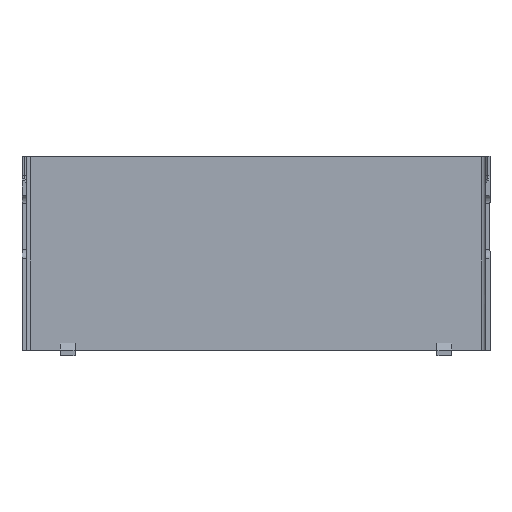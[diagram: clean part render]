
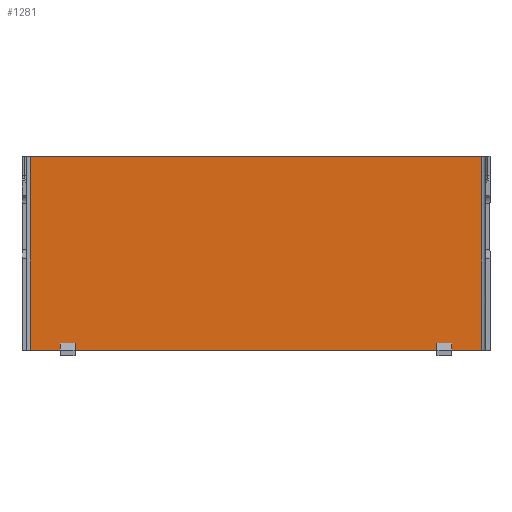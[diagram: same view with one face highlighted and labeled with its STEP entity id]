
A CAD part, top view. The second image highlights one B-rep face of the part: STEP entity #1281.
In plain terms, the highlighted planar face has unit normal (0, 0, 1).
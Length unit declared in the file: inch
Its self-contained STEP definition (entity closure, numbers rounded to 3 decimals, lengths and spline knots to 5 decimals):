
#141=FACE_OUTER_BOUND('',#207,.T.);
#207=EDGE_LOOP('',(#1108,#1109,#1110,#1111,#1112,#1113,#1114,#1115,#1116,
#1117,#1118,#1119));
#223=LINE('',#1752,#380);
#231=LINE('',#1767,#388);
#232=LINE('',#1770,#389);
#279=LINE('',#1878,#436);
#324=LINE('',#2034,#481);
#338=LINE('',#2062,#495);
#342=LINE('',#2071,#499);
#347=LINE('',#2080,#504);
#352=LINE('',#2090,#509);
#353=LINE('',#2092,#510);
#354=LINE('',#2093,#511);
#355=LINE('',#2094,#512);
#380=VECTOR('',#1404,0.177);
#388=VECTOR('',#1416,0.085);
#389=VECTOR('',#1419,0.085);
#436=VECTOR('',#1512,5.325);
#481=VECTOR('',#1629,2.29);
#495=VECTOR('',#1655,0.177);
#499=VECTOR('',#1663,0.085);
#504=VECTOR('',#1670,0.085);
#509=VECTOR('',#1685,0.35);
#510=VECTOR('',#1686,2.29);
#511=VECTOR('',#1687,0.35);
#512=VECTOR('',#1688,4.271);
#533=VERTEX_POINT('',#1748);
#535=VERTEX_POINT('',#1751);
#540=VERTEX_POINT('',#1765);
#541=VERTEX_POINT('',#1769);
#578=VERTEX_POINT('',#1875);
#579=VERTEX_POINT('',#1877);
#622=VERTEX_POINT('',#2033);
#627=VERTEX_POINT('',#2055);
#630=VERTEX_POINT('',#2060);
#633=VERTEX_POINT('',#2070);
#636=VERTEX_POINT('',#2078);
#637=VERTEX_POINT('',#2091);
#649=EDGE_CURVE('',#535,#533,#223,.T.);
#657=EDGE_CURVE('',#533,#540,#231,.T.);
#658=EDGE_CURVE('',#541,#535,#232,.T.);
#710=EDGE_CURVE('',#578,#579,#279,.T.);
#777=EDGE_CURVE('',#622,#579,#324,.T.);
#792=EDGE_CURVE('',#627,#630,#338,.T.);
#796=EDGE_CURVE('',#633,#627,#342,.T.);
#801=EDGE_CURVE('',#630,#636,#347,.T.);
#806=EDGE_CURVE('',#540,#622,#352,.T.);
#807=EDGE_CURVE('',#637,#578,#353,.T.);
#808=EDGE_CURVE('',#637,#633,#354,.T.);
#809=EDGE_CURVE('',#636,#541,#355,.T.);
#1108=ORIENTED_EDGE('',*,*,#657,.T.);
#1109=ORIENTED_EDGE('',*,*,#806,.T.);
#1110=ORIENTED_EDGE('',*,*,#777,.T.);
#1111=ORIENTED_EDGE('',*,*,#710,.F.);
#1112=ORIENTED_EDGE('',*,*,#807,.F.);
#1113=ORIENTED_EDGE('',*,*,#808,.T.);
#1114=ORIENTED_EDGE('',*,*,#796,.T.);
#1115=ORIENTED_EDGE('',*,*,#792,.T.);
#1116=ORIENTED_EDGE('',*,*,#801,.T.);
#1117=ORIENTED_EDGE('',*,*,#809,.T.);
#1118=ORIENTED_EDGE('',*,*,#658,.T.);
#1119=ORIENTED_EDGE('',*,*,#649,.T.);
#1217=PLANE('',#1369);
#1281=ADVANCED_FACE('',(#141),#1217,.T.);
#1369=AXIS2_PLACEMENT_3D('',#2089,#1683,#1684);
#1404=DIRECTION('',(1.,0.,0.));
#1416=DIRECTION('',(0.,-1.,0.));
#1419=DIRECTION('',(0.,1.,0.));
#1512=DIRECTION('',(1.,0.,0.));
#1629=DIRECTION('',(0.,1.,0.));
#1655=DIRECTION('',(1.,0.,0.));
#1663=DIRECTION('',(0.,1.,0.));
#1670=DIRECTION('',(0.,-1.,0.));
#1683=DIRECTION('center_axis',(0.,0.,1.));
#1684=DIRECTION('ref_axis',(1.,0.,0.));
#1685=DIRECTION('',(1.,0.,0.));
#1686=DIRECTION('',(0.,1.,0.));
#1687=DIRECTION('',(1.,0.,0.));
#1688=DIRECTION('',(1.,0.,0.));
#1748=CARTESIAN_POINT('',(2.3125,0.085,0.05));
#1751=CARTESIAN_POINT('',(2.1355,0.085,0.05));
#1752=CARTESIAN_POINT('',(-0.24138,0.085,0.05));
#1765=CARTESIAN_POINT('',(2.3125,0.,0.05));
#1767=CARTESIAN_POINT('',(2.3125,0.0425,0.05));
#1769=CARTESIAN_POINT('',(2.1355,0.,0.05));
#1770=CARTESIAN_POINT('',(2.1355,-0.03,0.05));
#1875=CARTESIAN_POINT('',(-2.6625,2.29,0.05));
#1877=CARTESIAN_POINT('',(2.6625,2.29,0.05));
#1878=CARTESIAN_POINT('',(-2.6625,2.29,0.05));
#2033=CARTESIAN_POINT('',(2.6625,0.,0.05));
#2034=CARTESIAN_POINT('',(2.6625,0.,0.05));
#2055=CARTESIAN_POINT('',(-2.3125,0.085,0.05));
#2060=CARTESIAN_POINT('',(-2.1355,0.085,0.05));
#2062=CARTESIAN_POINT('',(-2.399,0.085,0.05));
#2070=CARTESIAN_POINT('',(-2.3125,0.,0.05));
#2071=CARTESIAN_POINT('',(-2.3125,0.0425,0.05));
#2078=CARTESIAN_POINT('',(-2.1355,0.,0.05));
#2080=CARTESIAN_POINT('',(-2.1355,-0.03,0.05));
#2089=CARTESIAN_POINT('Origin',(-2.6625,0.,0.05));
#2090=CARTESIAN_POINT('',(-2.6625,0.,0.05));
#2091=CARTESIAN_POINT('',(-2.6625,0.,0.05));
#2092=CARTESIAN_POINT('',(-2.6625,0.,0.05));
#2093=CARTESIAN_POINT('',(-2.6625,0.,0.05));
#2094=CARTESIAN_POINT('',(-2.6625,0.,0.05));
